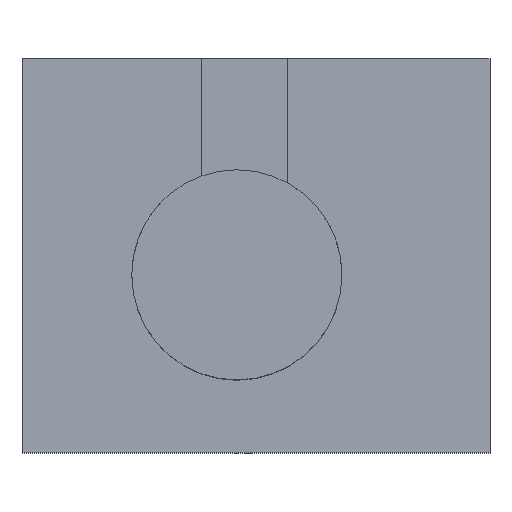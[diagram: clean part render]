
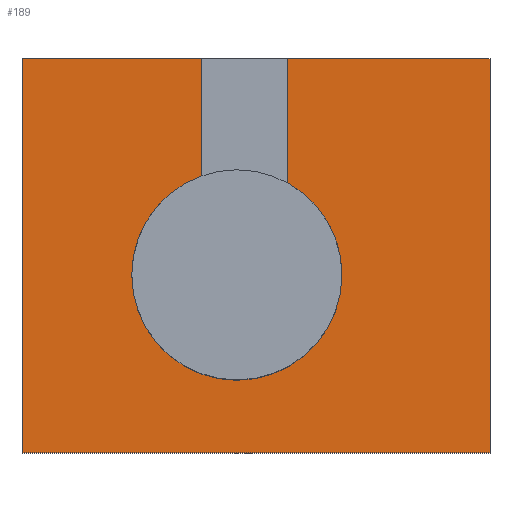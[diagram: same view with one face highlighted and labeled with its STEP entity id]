
A CAD part, top view. The second image highlights one B-rep face of the part: STEP entity #189.
In plain terms, the highlighted planar face has unit normal (0, 0, 1).
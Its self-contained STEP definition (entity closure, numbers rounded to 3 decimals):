
#4 = VECTOR ( 'NONE', #104, 1000. ) ;
#9 = CARTESIAN_POINT ( 'NONE',  ( 36.469, 35.336, 35. ) ) ;
#13 = CIRCLE ( 'NONE', #431, 17.152 ) ;
#27 = LINE ( 'NONE', #287, #343 ) ;
#43 = VERTEX_POINT ( 'NONE', #279 ) ;
#47 = CARTESIAN_POINT ( 'NONE',  ( -4.865, 0., 35. ) ) ;
#56 = AXIS2_PLACEMENT_3D ( 'NONE', #47, #376, #228 ) ;
#59 = CIRCLE ( 'NONE', #56, 17.152 ) ;
#60 = DIRECTION ( 'NONE',  ( 0., 1., 0. ) ) ;
#67 = VERTEX_POINT ( 'NONE', #72 ) ;
#72 = CARTESIAN_POINT ( 'NONE',  ( -39.942, 35.336, 35. ) ) ;
#74 = DIRECTION ( 'NONE',  ( -1., 0., 0. ) ) ;
#77 = CARTESIAN_POINT ( 'NONE',  ( 36.469, -28.994, 35. ) ) ;
#84 = EDGE_CURVE ( 'NONE', #280, #43, #208, .T. ) ;
#91 = VECTOR ( 'NONE', #112, 1000. ) ;
#103 = EDGE_CURVE ( 'NONE', #67, #374, #444, .T. ) ;
#104 = DIRECTION ( 'NONE',  ( 0., 1., 0. ) ) ;
#112 = DIRECTION ( 'NONE',  ( 1., 0., 0. ) ) ;
#113 = ORIENTED_EDGE ( 'NONE', *, *, #414, .T. ) ;
#120 = DIRECTION ( 'NONE',  ( 0., 0., 1. ) ) ;
#122 = CARTESIAN_POINT ( 'NONE',  ( 12.287, 0., 35. ) ) ;
#138 = CARTESIAN_POINT ( 'NONE',  ( -39.942, 35.336, 35. ) ) ;
#142 = CARTESIAN_POINT ( 'NONE',  ( 3.473, 14.989, 35. ) ) ;
#145 = ORIENTED_EDGE ( 'NONE', *, *, #335, .F. ) ;
#148 = PLANE ( 'NONE',  #424 ) ;
#156 = VERTEX_POINT ( 'NONE', #439 ) ;
#160 = EDGE_CURVE ( 'NONE', #261, #43, #27, .T. ) ;
#167 = VECTOR ( 'NONE', #270, 1000. ) ;
#168 = CARTESIAN_POINT ( 'NONE',  ( -4.865, 0., 35. ) ) ;
#175 = VECTOR ( 'NONE', #281, 1000. ) ;
#176 = LINE ( 'NONE', #205, #214 ) ;
#183 = ORIENTED_EDGE ( 'NONE', *, *, #380, .F. ) ;
#189 = ADVANCED_FACE ( 'NONE', ( #220 ), #148, .T. ) ;
#196 = CARTESIAN_POINT ( 'NONE',  ( -39.942, -28.994, 35. ) ) ;
#198 = VERTEX_POINT ( 'NONE', #253 ) ;
#200 = ORIENTED_EDGE ( 'NONE', *, *, #103, .T. ) ;
#201 = DIRECTION ( 'NONE',  ( -1., 0., 0. ) ) ;
#202 = DIRECTION ( 'NONE',  ( 0., 0., 1. ) ) ;
#205 = CARTESIAN_POINT ( 'NONE',  ( -39.942, 35.336, 35. ) ) ;
#207 = ORIENTED_EDGE ( 'NONE', *, *, #84, .F. ) ;
#208 = LINE ( 'NONE', #311, #4 ) ;
#210 = VERTEX_POINT ( 'NONE', #77 ) ;
#214 = VECTOR ( 'NONE', #201, 1000. ) ;
#220 = FACE_OUTER_BOUND ( 'NONE', #466, .T. ) ;
#228 = DIRECTION ( 'NONE',  ( 1., 0., 0. ) ) ;
#247 = DIRECTION ( 'NONE',  ( 0., 0., 1. ) ) ;
#253 = CARTESIAN_POINT ( 'NONE',  ( -10.646, 16.148, 35. ) ) ;
#257 = CARTESIAN_POINT ( 'NONE',  ( -39.942, -28.994, 35. ) ) ;
#258 = VECTOR ( 'NONE', #60, 1000. ) ;
#261 = VERTEX_POINT ( 'NONE', #9 ) ;
#263 = LINE ( 'NONE', #257, #91 ) ;
#270 = DIRECTION ( 'NONE',  ( 0., -1., 0. ) ) ;
#271 = ORIENTED_EDGE ( 'NONE', *, *, #291, .T. ) ;
#279 = CARTESIAN_POINT ( 'NONE',  ( 3.473, 35.336, 35. ) ) ;
#280 = VERTEX_POINT ( 'NONE', #142 ) ;
#281 = DIRECTION ( 'NONE',  ( 0., -1., 0. ) ) ;
#287 = CARTESIAN_POINT ( 'NONE',  ( -39.942, 35.336, 35. ) ) ;
#291 = EDGE_CURVE ( 'NONE', #374, #210, #263, .T. ) ;
#292 = CARTESIAN_POINT ( 'NONE',  ( -4.865, 0., 35. ) ) ;
#301 = CARTESIAN_POINT ( 'NONE',  ( -10.646, 0., 35. ) ) ;
#305 = LINE ( 'NONE', #341, #258 ) ;
#308 = ORIENTED_EDGE ( 'NONE', *, *, #160, .T. ) ;
#311 = CARTESIAN_POINT ( 'NONE',  ( 3.473, 0., 35. ) ) ;
#322 = CARTESIAN_POINT ( 'NONE',  ( 0., 0., 35. ) ) ;
#323 = ORIENTED_EDGE ( 'NONE', *, *, #453, .F. ) ;
#335 = EDGE_CURVE ( 'NONE', #156, #361, #59, .T. ) ;
#341 = CARTESIAN_POINT ( 'NONE',  ( 36.469, 35.336, 35. ) ) ;
#342 = AXIS2_PLACEMENT_3D ( 'NONE', #168, #202, #385 ) ;
#343 = VECTOR ( 'NONE', #74, 1000. ) ;
#350 = CIRCLE ( 'NONE', #342, 17.152 ) ;
#361 = VERTEX_POINT ( 'NONE', #122 ) ;
#371 = DIRECTION ( 'NONE',  ( 1., 0., 0. ) ) ;
#374 = VERTEX_POINT ( 'NONE', #196 ) ;
#376 = DIRECTION ( 'NONE',  ( 0., 0., 1. ) ) ;
#380 = EDGE_CURVE ( 'NONE', #361, #280, #13, .T. ) ;
#384 = LINE ( 'NONE', #301, #167 ) ;
#385 = DIRECTION ( 'NONE',  ( 1., 0., 0. ) ) ;
#402 = EDGE_CURVE ( 'NONE', #462, #67, #176, .T. ) ;
#403 = DIRECTION ( 'NONE',  ( 1., 0., 0. ) ) ;
#414 = EDGE_CURVE ( 'NONE', #210, #261, #305, .T. ) ;
#415 = ORIENTED_EDGE ( 'NONE', *, *, #456, .F. ) ;
#420 = CARTESIAN_POINT ( 'NONE',  ( -10.646, 35.336, 35. ) ) ;
#424 = AXIS2_PLACEMENT_3D ( 'NONE', #322, #247, #403 ) ;
#427 = ORIENTED_EDGE ( 'NONE', *, *, #402, .T. ) ;
#431 = AXIS2_PLACEMENT_3D ( 'NONE', #292, #120, #371 ) ;
#439 = CARTESIAN_POINT ( 'NONE',  ( -22.017, 0., 35. ) ) ;
#444 = LINE ( 'NONE', #138, #175 ) ;
#453 = EDGE_CURVE ( 'NONE', #462, #198, #384, .T. ) ;
#456 = EDGE_CURVE ( 'NONE', #198, #156, #350, .T. ) ;
#462 = VERTEX_POINT ( 'NONE', #420 ) ;
#466 = EDGE_LOOP ( 'NONE', ( #323, #427, #200, #271, #113, #308, #207, #183, #145, #415 ) ) ;
